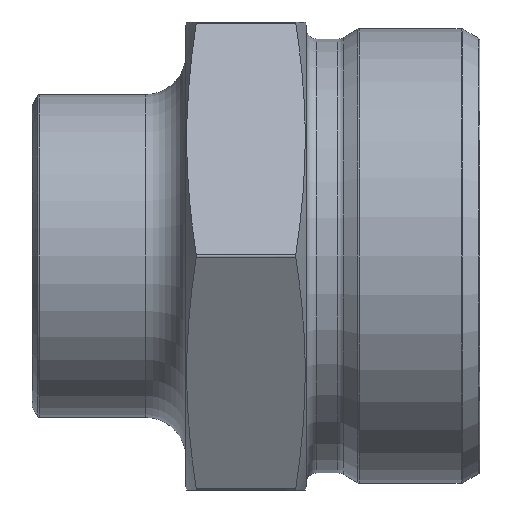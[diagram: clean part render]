
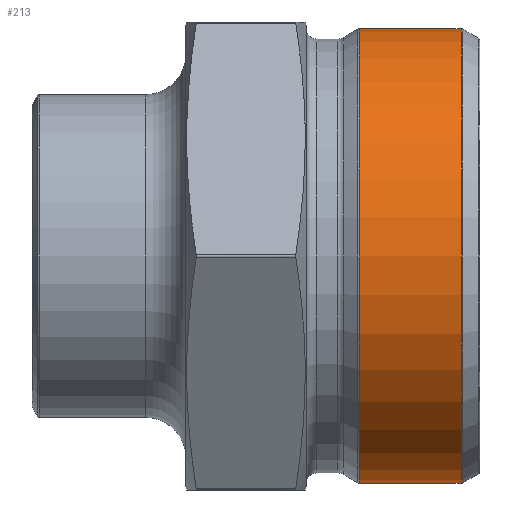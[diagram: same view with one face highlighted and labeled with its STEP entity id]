
A CAD part, front view. The second image highlights one B-rep face of the part: STEP entity #213.
In plain terms, the highlighted cylindrical face has radius 34 mm (diameter 68 mm), a full revolution.
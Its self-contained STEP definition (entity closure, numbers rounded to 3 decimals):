
#115=FACE_BOUND('',#276,.T.);
#116=FACE_BOUND('',#277,.T.);
#167=CIRCLE('',#623,34.);
#168=CIRCLE('',#624,34.);
#213=ADVANCED_FACE('',(#115,#116),#243,.T.);
#243=CYLINDRICAL_SURFACE('',#625,34.);
#276=EDGE_LOOP('',(#400));
#277=EDGE_LOOP('',(#401));
#400=ORIENTED_EDGE('',*,*,#559,.T.);
#401=ORIENTED_EDGE('',*,*,#560,.T.);
#498=VERTEX_POINT('',#1088);
#499=VERTEX_POINT('',#1090);
#559=EDGE_CURVE('',#498,#498,#167,.T.);
#560=EDGE_CURVE('',#499,#499,#168,.T.);
#623=AXIS2_PLACEMENT_3D('',#1087,#718,#719);
#624=AXIS2_PLACEMENT_3D('',#1089,#720,#721);
#625=AXIS2_PLACEMENT_3D('',#1091,#722,#723);
#718=DIRECTION('',(1.,0.,0.));
#719=DIRECTION('',(0.,0.,-1.));
#720=DIRECTION('',(-1.,0.,0.));
#721=DIRECTION('',(0.,0.,-1.));
#722=DIRECTION('',(1.,0.,0.));
#723=DIRECTION('',(0.,0.,-1.));
#1087=CARTESIAN_POINT('',(48.969,0.,0.));
#1088=CARTESIAN_POINT('',(48.969,0.,-34.));
#1089=CARTESIAN_POINT('',(64.166,0.,0.));
#1090=CARTESIAN_POINT('',(64.166,0.,-34.));
#1091=CARTESIAN_POINT('',(67.,0.,0.));
